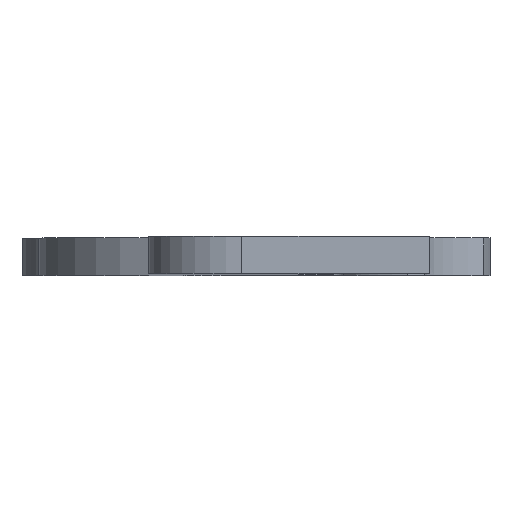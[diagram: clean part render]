
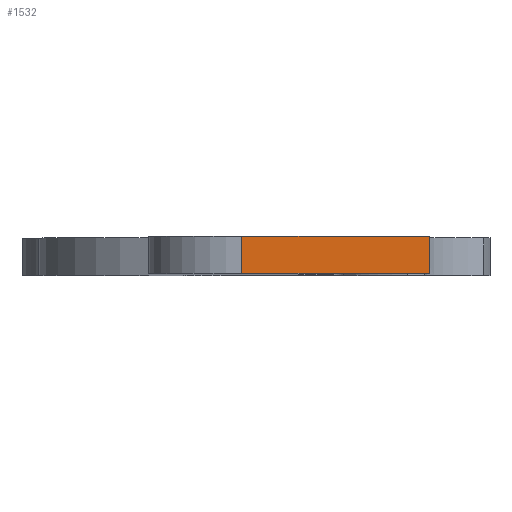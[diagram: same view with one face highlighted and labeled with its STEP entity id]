
A CAD part, top view. The second image highlights one B-rep face of the part: STEP entity #1532.
In plain terms, the highlighted planar face has unit normal (0, 0, 1).
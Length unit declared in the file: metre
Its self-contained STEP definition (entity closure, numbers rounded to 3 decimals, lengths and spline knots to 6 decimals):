
#96=LINE('',#2110,#224);
#158=LINE('',#3588,#286);
#214=LINE('',#4115,#342);
#215=LINE('',#4117,#343);
#224=VECTOR('',#1706,1.);
#286=VECTOR('',#1914,1.);
#342=VECTOR('',#2068,1.);
#343=VECTOR('',#2071,1.);
#777=ORIENTED_EDGE('',*,*,#817,.F.);
#778=ORIENTED_EDGE('',*,*,#1033,.F.);
#779=ORIENTED_EDGE('',*,*,#974,.T.);
#780=ORIENTED_EDGE('',*,*,#1032,.T.);
#817=EDGE_CURVE('',#1047,#1048,#96,.T.);
#974=EDGE_CURVE('',#1191,#1190,#158,.T.);
#1032=EDGE_CURVE('',#1190,#1048,#214,.T.);
#1033=EDGE_CURVE('',#1191,#1047,#215,.T.);
#1047=VERTEX_POINT('',#2109);
#1048=VERTEX_POINT('',#2111);
#1190=VERTEX_POINT('',#3587);
#1191=VERTEX_POINT('',#3589);
#1341=EDGE_LOOP('',(#777,#778,#779,#780));
#1425=FACE_BOUND('',#1341,.T.);
#1456=PLANE('',#1681);
#1532=ADVANCED_FACE('',(#1425),#1456,.T.);
#1681=AXIS2_PLACEMENT_3D('',#4116,#2069,#2070);
#1706=DIRECTION('',(1.,0.,0.));
#1914=DIRECTION('',(1.,0.,0.));
#2068=DIRECTION('',(0.,1.,0.));
#2069=DIRECTION('',(0.,0.,1.));
#2070=DIRECTION('',(1.,0.,0.));
#2071=DIRECTION('',(0.,1.,0.));
#2109=CARTESIAN_POINT('',(0.000985,0.,0.062041));
#2110=CARTESIAN_POINT('',(0.007508,0.,0.062041));
#2111=CARTESIAN_POINT('',(0.011,0.,0.062041));
#3587=CARTESIAN_POINT('',(0.011,-0.002,0.062041));
#3588=CARTESIAN_POINT('',(0.007508,-0.002,0.062041));
#3589=CARTESIAN_POINT('',(0.000985,-0.002,0.062041));
#4115=CARTESIAN_POINT('',(0.011,-0.002,0.062041));
#4116=CARTESIAN_POINT('',(0.007508,-0.002,0.062041));
#4117=CARTESIAN_POINT('',(0.000985,-0.002,0.062041));
